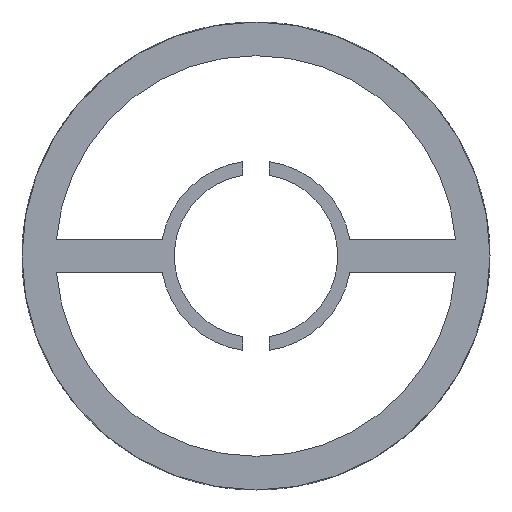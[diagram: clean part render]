
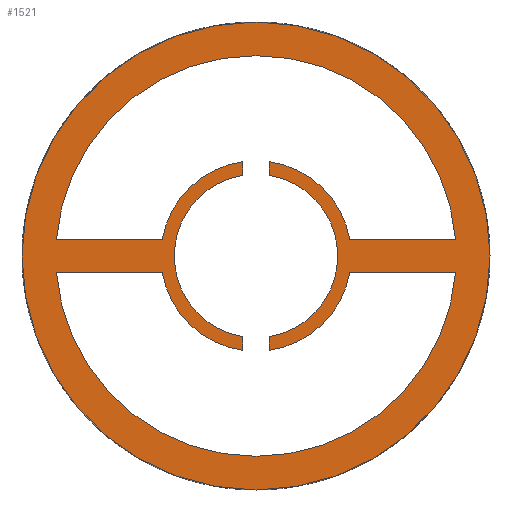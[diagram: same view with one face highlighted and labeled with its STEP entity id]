
A CAD part, front view. The second image highlights one B-rep face of the part: STEP entity #1521.
In plain terms, the highlighted planar face has unit normal (0, -1, 0).
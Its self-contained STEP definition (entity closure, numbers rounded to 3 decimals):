
#39=CIRCLE('',#1577,12.45);
#40=CIRCLE('',#1579,12.45);
#41=CIRCLE('',#1586,14.5);
#42=CIRCLE('',#1588,14.5);
#43=CIRCLE('',#1590,14.5);
#44=CIRCLE('',#1592,14.5);
#45=CIRCLE('',#1598,35.625);
#46=CIRCLE('',#1599,30.5);
#47=CIRCLE('',#1600,30.5);
#59=FACE_BOUND('',#349,.T.);
#255=FACE_OUTER_BOUND('',#348,.T.);
#348=EDGE_LOOP('',(#1382));
#349=EDGE_LOOP('',(#1383,#1384,#1385,#1386,#1387,#1388,#1389,#1390,#1391,
#1392,#1393,#1394,#1395,#1396,#1397,#1398));
#454=LINE('',#2918,#576);
#457=LINE('',#2923,#579);
#458=LINE('',#2927,#580);
#461=LINE('',#2932,#583);
#466=LINE('',#2951,#588);
#469=LINE('',#2956,#591);
#471=LINE('',#2960,#593);
#472=LINE('',#2963,#594);
#576=VECTOR('',#1791,10.);
#579=VECTOR('',#1796,10.);
#580=VECTOR('',#1801,10.);
#583=VECTOR('',#1806,10.);
#588=VECTOR('',#1829,10.);
#591=VECTOR('',#1834,10.);
#593=VECTOR('',#1838,10.);
#594=VECTOR('',#1841,10.);
#728=VERTEX_POINT('',#2905);
#729=VERTEX_POINT('',#2907);
#730=VERTEX_POINT('',#2911);
#731=VERTEX_POINT('',#2913);
#732=VERTEX_POINT('',#2917);
#733=VERTEX_POINT('',#2921);
#734=VERTEX_POINT('',#2926);
#735=VERTEX_POINT('',#2930);
#736=VERTEX_POINT('',#2934);
#737=VERTEX_POINT('',#2938);
#738=VERTEX_POINT('',#2942);
#739=VERTEX_POINT('',#2946);
#740=VERTEX_POINT('',#2950);
#741=VERTEX_POINT('',#2954);
#742=VERTEX_POINT('',#2958);
#743=VERTEX_POINT('',#2962);
#744=VERTEX_POINT('',#2966);
#934=EDGE_CURVE('',#729,#728,#39,.T.);
#937=EDGE_CURVE('',#731,#730,#40,.T.);
#939=EDGE_CURVE('',#732,#729,#454,.T.);
#942=EDGE_CURVE('',#728,#733,#457,.T.);
#943=EDGE_CURVE('',#734,#731,#458,.T.);
#946=EDGE_CURVE('',#730,#735,#461,.T.);
#947=EDGE_CURVE('',#732,#736,#41,.T.);
#950=EDGE_CURVE('',#737,#733,#42,.T.);
#952=EDGE_CURVE('',#738,#735,#43,.T.);
#953=EDGE_CURVE('',#734,#739,#44,.T.);
#955=EDGE_CURVE('',#739,#740,#466,.T.);
#958=EDGE_CURVE('',#741,#737,#469,.T.);
#960=EDGE_CURVE('',#742,#738,#471,.T.);
#961=EDGE_CURVE('',#736,#743,#472,.T.);
#963=EDGE_CURVE('',#744,#744,#45,.T.);
#964=EDGE_CURVE('',#741,#740,#46,.T.);
#965=EDGE_CURVE('',#742,#743,#47,.T.);
#1382=ORIENTED_EDGE('',*,*,#963,.F.);
#1383=ORIENTED_EDGE('',*,*,#934,.T.);
#1384=ORIENTED_EDGE('',*,*,#942,.T.);
#1385=ORIENTED_EDGE('',*,*,#950,.F.);
#1386=ORIENTED_EDGE('',*,*,#958,.F.);
#1387=ORIENTED_EDGE('',*,*,#964,.T.);
#1388=ORIENTED_EDGE('',*,*,#955,.F.);
#1389=ORIENTED_EDGE('',*,*,#953,.F.);
#1390=ORIENTED_EDGE('',*,*,#943,.T.);
#1391=ORIENTED_EDGE('',*,*,#937,.T.);
#1392=ORIENTED_EDGE('',*,*,#946,.T.);
#1393=ORIENTED_EDGE('',*,*,#952,.F.);
#1394=ORIENTED_EDGE('',*,*,#960,.F.);
#1395=ORIENTED_EDGE('',*,*,#965,.T.);
#1396=ORIENTED_EDGE('',*,*,#961,.F.);
#1397=ORIENTED_EDGE('',*,*,#947,.F.);
#1398=ORIENTED_EDGE('',*,*,#939,.T.);
#1442=PLANE('',#1597);
#1521=ADVANCED_FACE('',(#255,#59),#1442,.F.);
#1577=AXIS2_PLACEMENT_3D('',#2908,#1780,#1781);
#1579=AXIS2_PLACEMENT_3D('',#2914,#1786,#1787);
#1586=AXIS2_PLACEMENT_3D('',#2935,#1809,#1810);
#1588=AXIS2_PLACEMENT_3D('',#2940,#1815,#1816);
#1590=AXIS2_PLACEMENT_3D('',#2944,#1820,#1821);
#1592=AXIS2_PLACEMENT_3D('',#2947,#1824,#1825);
#1597=AXIS2_PLACEMENT_3D('',#2965,#1843,#1844);
#1598=AXIS2_PLACEMENT_3D('',#2967,#1845,#1846);
#1599=AXIS2_PLACEMENT_3D('',#2968,#1847,#1848);
#1600=AXIS2_PLACEMENT_3D('',#2969,#1849,#1850);
#1780=DIRECTION('center_axis',(0.,1.,0.));
#1781=DIRECTION('ref_axis',(-1.,0.,0.));
#1786=DIRECTION('center_axis',(0.,1.,0.));
#1787=DIRECTION('ref_axis',(-1.,0.,0.));
#1791=DIRECTION('',(0.,0.,-1.));
#1796=DIRECTION('',(0.,0.,-1.));
#1801=DIRECTION('',(0.,0.,1.));
#1806=DIRECTION('',(0.,0.,1.));
#1809=DIRECTION('center_axis',(0.,1.,0.));
#1810=DIRECTION('ref_axis',(1.,0.,0.));
#1815=DIRECTION('center_axis',(0.,1.,0.));
#1816=DIRECTION('ref_axis',(1.,0.,0.));
#1820=DIRECTION('center_axis',(0.,1.,0.));
#1821=DIRECTION('ref_axis',(1.,0.,0.));
#1824=DIRECTION('center_axis',(0.,1.,0.));
#1825=DIRECTION('ref_axis',(1.,0.,0.));
#1829=DIRECTION('',(-1.,0.,0.));
#1834=DIRECTION('',(-1.,0.,0.));
#1838=DIRECTION('',(1.,0.,0.));
#1841=DIRECTION('',(1.,0.,0.));
#1843=DIRECTION('center_axis',(0.,1.,0.));
#1844=DIRECTION('ref_axis',(1.,0.,0.));
#1845=DIRECTION('center_axis',(0.,1.,0.));
#1846=DIRECTION('ref_axis',(1.,0.,0.));
#1847=DIRECTION('center_axis',(0.,1.,0.));
#1848=DIRECTION('ref_axis',(-1.,0.,0.));
#1849=DIRECTION('center_axis',(0.,1.,0.));
#1850=DIRECTION('ref_axis',(-1.,0.,0.));
#2905=CARTESIAN_POINT('',(2.,0.,-12.288));
#2907=CARTESIAN_POINT('',(2.,0.,12.288));
#2908=CARTESIAN_POINT('Origin',(0.,0.,0.));
#2911=CARTESIAN_POINT('',(-2.,0.,12.288));
#2913=CARTESIAN_POINT('',(-2.,0.,-12.288));
#2914=CARTESIAN_POINT('Origin',(0.,0.,0.));
#2917=CARTESIAN_POINT('',(2.,0.,14.361));
#2918=CARTESIAN_POINT('',(2.,0.,-7.181));
#2921=CARTESIAN_POINT('',(2.,0.,-14.361));
#2923=CARTESIAN_POINT('',(2.,0.,-7.181));
#2926=CARTESIAN_POINT('',(-2.,0.,-14.361));
#2927=CARTESIAN_POINT('',(-2.,0.,7.181));
#2930=CARTESIAN_POINT('',(-2.,0.,14.361));
#2932=CARTESIAN_POINT('',(-2.,0.,7.181));
#2934=CARTESIAN_POINT('',(14.283,0.,2.5));
#2935=CARTESIAN_POINT('Origin',(0.,0.,0.));
#2938=CARTESIAN_POINT('',(14.283,0.,-2.5));
#2940=CARTESIAN_POINT('Origin',(0.,0.,0.));
#2942=CARTESIAN_POINT('',(-14.283,0.,2.5));
#2944=CARTESIAN_POINT('Origin',(0.,0.,0.));
#2946=CARTESIAN_POINT('',(-14.283,0.,-2.5));
#2947=CARTESIAN_POINT('Origin',(0.,0.,0.));
#2950=CARTESIAN_POINT('',(-30.397,0.,-2.5));
#2951=CARTESIAN_POINT('',(33.639,0.,-2.5));
#2954=CARTESIAN_POINT('',(30.397,0.,-2.5));
#2956=CARTESIAN_POINT('',(33.639,0.,-2.5));
#2958=CARTESIAN_POINT('',(-30.397,0.,2.5));
#2960=CARTESIAN_POINT('',(-33.639,0.,2.5));
#2962=CARTESIAN_POINT('',(30.397,0.,2.5));
#2963=CARTESIAN_POINT('',(-33.639,0.,2.5));
#2965=CARTESIAN_POINT('Origin',(0.,0.,0.));
#2966=CARTESIAN_POINT('',(-35.625,0.,0.));
#2967=CARTESIAN_POINT('Origin',(0.,0.,0.));
#2968=CARTESIAN_POINT('Origin',(0.,0.,0.));
#2969=CARTESIAN_POINT('Origin',(0.,0.,0.));
